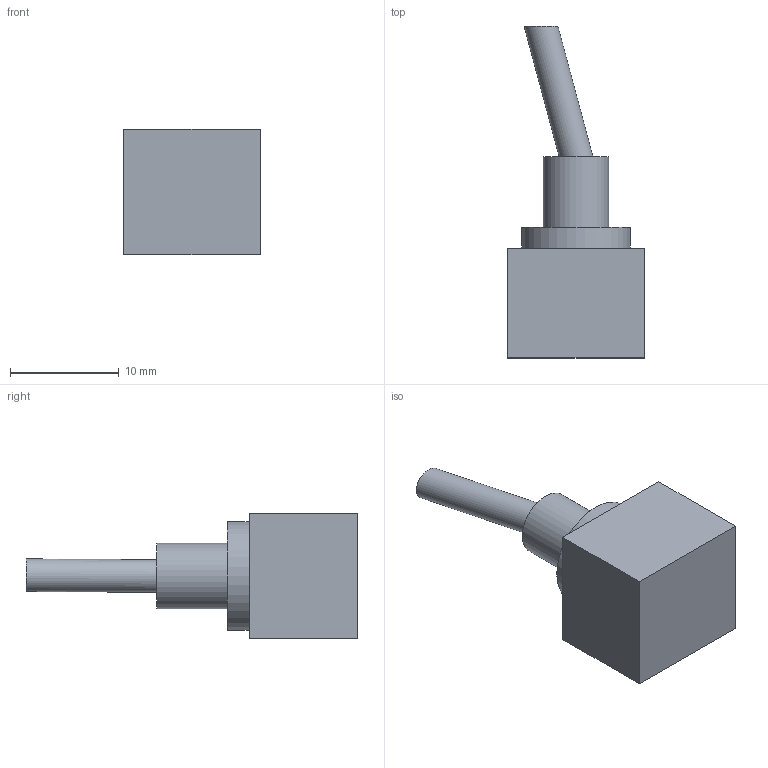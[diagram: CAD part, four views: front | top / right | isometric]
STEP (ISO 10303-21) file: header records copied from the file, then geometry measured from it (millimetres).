
FILE_DESCRIPTION(/* description */ (''),/* implementation_level */ '2;1');
FILE_NAME(/* name */ 'switch (1).step',/* time_stamp */ '2021-08-23T00:22:22+02:00',/* author */ (''),/* organization */ (''),/* preprocessor_version */ 'ST-DEVELOPER v18.1',/* originating_system */ 'Autodesk Translation Framework v10.9.0.1377',/* authorisation */ '');
FILE_SCHEMA (('AUTOMOTIVE_DESIGN { 1 0 10303 214 3 1 1 }'));
Length unit declared in the file: millimetre
Products named in the file (2): switch (1); spacer
Assembly tree (1 placements, depth 2):
  switch (1)
    spacer
Bounding box: 12.5 x 30.5 x 11.5 mm (x, y, z)
Volume: 1856.4 mm3; surface area: 1253.8 mm2
Topology: 3 solids, 3 shells, 15 faces, 24 edges, 16 vertices
Faces by surface type: plane 11, cylinder 4
Full cylindrical faces by diameter (mm): 3 x1, 6 x1, 6.5 x1, 10 x1
Entity records: 403 total; most frequent: DIRECTION 68, CARTESIAN_POINT 58, ORIENTED_EDGE 48, AXIS2_PLACEMENT_3D 26, EDGE_CURVE 24, EDGE_LOOP 18, LINE 16, VECTOR 16
